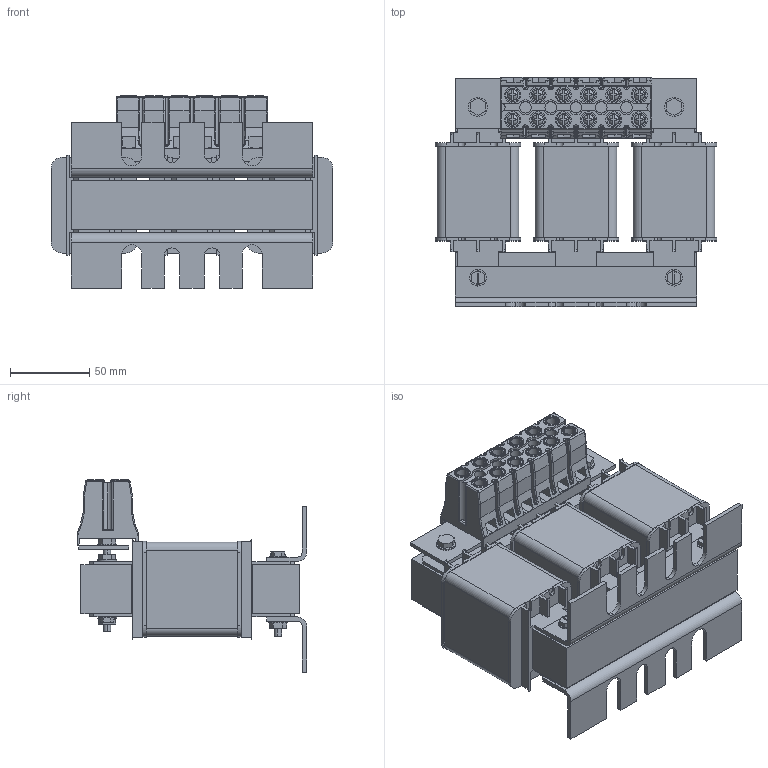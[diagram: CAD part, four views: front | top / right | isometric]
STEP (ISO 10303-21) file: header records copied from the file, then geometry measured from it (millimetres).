
FILE_DESCRIPTION (( 'STEP AP214' ), '1' );
FILE_NAME ('LR-2025.STEP', '2012-03-02T21:08:20', ( ' ' ), ( ' ' ), 'SwSTEP 2.0', 'SolidWorks 2011', '' );
FILE_SCHEMA (( 'AUTOMOTIVE_DESIGN' ));
Length unit declared in the file: millimetre
Products named in the file (1): LR-2025
Bounding box: 178.25 x 144.95 x 121.73 mm (x, y, z)
Volume: 1152298.7 mm3; surface area: 208206.7 mm2
Topology: 35 solids, 35 shells, 1497 faces, 3813 edges, 2426 vertices
Faces by surface type: plane 868, cylinder 491, torus 68, sphere 48, bspline 22
Entity records: 57957 total; most frequent: CARTESIAN_POINT 8759, DIRECTION 7759, ORIENTED_EDGE 7626, EDGE_CURVE 3813, AXIS2_PLACEMENT_3D 2610, LINE 2539, VECTOR 2539, VERTEX_POINT 2426
